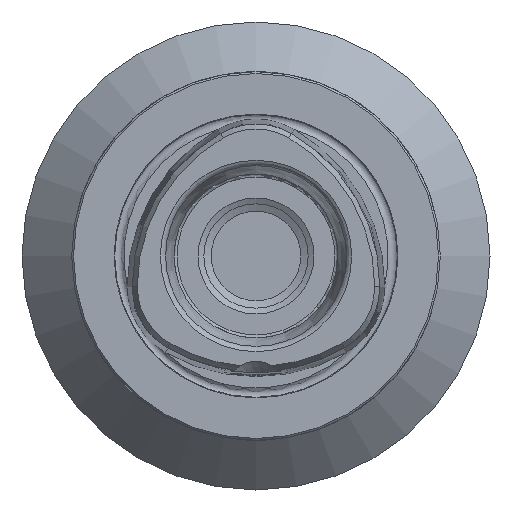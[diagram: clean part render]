
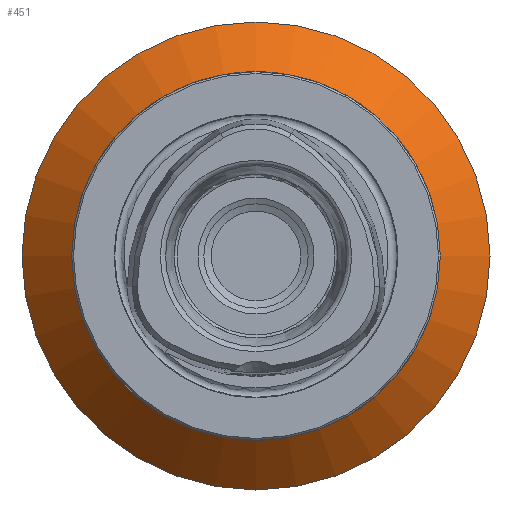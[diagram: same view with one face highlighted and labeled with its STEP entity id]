
A CAD part, left-side view. The second image highlights one B-rep face of the part: STEP entity #451.
In plain terms, the highlighted conical face has half-angle 45 degrees and reference radius 40 mm.
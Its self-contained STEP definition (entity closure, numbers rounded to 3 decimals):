
#451 = ADVANCED_FACE( '', ( #999, #1000 ), #1001, .T. );
#999 = FACE_BOUND( '', #1752, .T. );
#1000 = FACE_OUTER_BOUND( '', #1753, .T. );
#1001 = CONICAL_SURFACE( '', #1754, 40., 0.785 );
#1752 = EDGE_LOOP( '', ( #2752 ) );
#1753 = EDGE_LOOP( '', ( #2753 ) );
#1754 = AXIS2_PLACEMENT_3D( '', #2754, #2755, #2756 );
#2752 = ORIENTED_EDGE( '', *, *, #4224, .F. );
#2753 = ORIENTED_EDGE( '', *, *, #4225, .T. );
#2754 = CARTESIAN_POINT( '', ( 30.9, 0., 0. ) );
#2755 = DIRECTION( '', ( 1., 0., 0. ) );
#2756 = DIRECTION( '', ( 0., 0., -1. ) );
#4224 = EDGE_CURVE( '', #5007, #5007, #5008, .T. );
#4225 = EDGE_CURVE( '', #5009, #5009, #5010, .T. );
#5007 = VERTEX_POINT( '', #6344 );
#5008 = CIRCLE( '', #6345, 31.5 );
#5009 = VERTEX_POINT( '', #6346 );
#5010 = CIRCLE( '', #6347, 40. );
#6344 = CARTESIAN_POINT( '', ( 22.4, 0., 31.5 ) );
#6345 = AXIS2_PLACEMENT_3D( '', #7574, #7575, #7576 );
#6346 = CARTESIAN_POINT( '', ( 30.9, 0., 40. ) );
#6347 = AXIS2_PLACEMENT_3D( '', #7577, #7578, #7579 );
#7574 = CARTESIAN_POINT( '', ( 22.4, 0., 0. ) );
#7575 = DIRECTION( '', ( -1., 0., 0. ) );
#7576 = DIRECTION( '', ( 0., 0., 1. ) );
#7577 = CARTESIAN_POINT( '', ( 30.9, 0., 0. ) );
#7578 = DIRECTION( '', ( -1., 0., 0. ) );
#7579 = DIRECTION( '', ( 0., 0., 1. ) );
